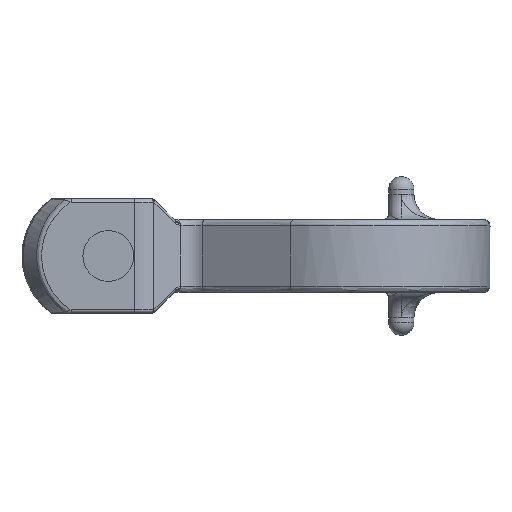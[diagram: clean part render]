
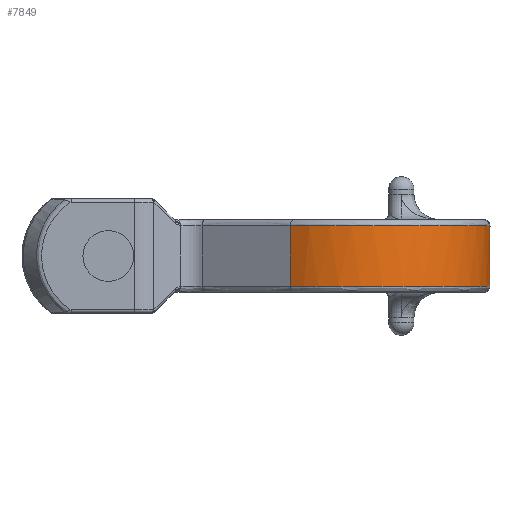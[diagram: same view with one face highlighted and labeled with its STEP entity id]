
A CAD part, front view. The second image highlights one B-rep face of the part: STEP entity #7849.
In plain terms, the highlighted cylindrical face has radius 20.338 mm (diameter 40.675 mm), a partial arc.
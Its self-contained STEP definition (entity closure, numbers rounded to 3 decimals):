
#547=LINE('',#15948,#1064);
#548=LINE('',#15955,#1065);
#1064=VECTOR('',#9736,10.);
#1065=VECTOR('',#9739,10.);
#1406=CYLINDRICAL_SURFACE('',#8503,20.338);
#1672=FACE_OUTER_BOUND('',#2180,.T.);
#2180=EDGE_LOOP('',(#6287,#6288,#6289,#6290));
#2676=B_SPLINE_CURVE_WITH_KNOTS('',3,(#15702,#15703,#15704,#15705,#15706,
#15707,#15708,#15709,#15710,#15711),.UNSPECIFIED.,.F.,.F.,(4,1,1,1,1,1,
1,4),(3.41,4.399,5.389,6.379,
7.369,8.359,9.349,10.339),
 .UNSPECIFIED.);
#2685=B_SPLINE_CURVE_WITH_KNOTS('',3,(#15956,#15957,#15958,#15959,#15960,
#15961,#15962,#15963,#15964,#15965),.UNSPECIFIED.,.F.,.F.,(4,1,1,1,1,1,
1,4),(-10.339,-9.349,-8.359,-7.369,
-6.379,-5.389,-4.399,-3.41),
 .UNSPECIFIED.);
#3567=VERTEX_POINT('',#15634);
#3568=VERTEX_POINT('',#15700);
#3575=VERTEX_POINT('',#15947);
#3576=VERTEX_POINT('',#15954);
#4551=EDGE_CURVE('',#3568,#3567,#2676,.T.);
#4565=EDGE_CURVE('',#3567,#3575,#547,.T.);
#4567=EDGE_CURVE('',#3568,#3576,#548,.T.);
#4568=EDGE_CURVE('',#3575,#3576,#2685,.T.);
#6287=ORIENTED_EDGE('',*,*,#4551,.F.);
#6288=ORIENTED_EDGE('',*,*,#4567,.T.);
#6289=ORIENTED_EDGE('',*,*,#4568,.F.);
#6290=ORIENTED_EDGE('',*,*,#4565,.F.);
#7849=ADVANCED_FACE('',(#1672),#1406,.T.);
#8503=AXIS2_PLACEMENT_3D('',#15953,#9737,#9738);
#9736=DIRECTION('',(0.,0.,1.));
#9737=DIRECTION('center_axis',(0.,0.,1.));
#9738=DIRECTION('ref_axis',(-0.549,-0.836,0.));
#9739=DIRECTION('',(0.,0.,1.));
#15634=CARTESIAN_POINT('',(29.007,-17.889,-4.744));
#15700=CARTESIAN_POINT('',(42.658,19.3,-4.677));
#15702=CARTESIAN_POINT('Ctrl Pts',(42.658,19.3,-4.677));
#15703=CARTESIAN_POINT('Ctrl Pts',(46.115,18.873,-4.69));
#15704=CARTESIAN_POINT('Ctrl Pts',(52.809,16.202,-4.708));
#15705=CARTESIAN_POINT('Ctrl Pts',(59.589,7.756,-4.723));
#15706=CARTESIAN_POINT('Ctrl Pts',(61.318,-2.916,-4.731));
#15707=CARTESIAN_POINT('Ctrl Pts',(57.586,-13.062,-4.735));
#15708=CARTESIAN_POINT('Ctrl Pts',(49.345,-20.055,-4.738));
#15709=CARTESIAN_POINT('Ctrl Pts',(38.724,-22.089,-4.741));
#15710=CARTESIAN_POINT('Ctrl Pts',(31.91,-19.794,-4.743));
#15711=CARTESIAN_POINT('Ctrl Pts',(29.007,-17.889,-4.744));
#15947=CARTESIAN_POINT('',(29.007,-17.889,4.744));
#15948=CARTESIAN_POINT('',(29.007,-17.889,0.));
#15953=CARTESIAN_POINT('Origin',(40.162,-0.884,0.));
#15954=CARTESIAN_POINT('',(42.658,19.3,4.677));
#15955=CARTESIAN_POINT('',(42.658,19.3,0.));
#15956=CARTESIAN_POINT('Ctrl Pts',(29.007,-17.889,4.744));
#15957=CARTESIAN_POINT('Ctrl Pts',(31.91,-19.794,4.743));
#15958=CARTESIAN_POINT('Ctrl Pts',(38.725,-22.092,4.741));
#15959=CARTESIAN_POINT('Ctrl Pts',(49.344,-20.053,4.738));
#15960=CARTESIAN_POINT('Ctrl Pts',(57.586,-13.063,4.735));
#15961=CARTESIAN_POINT('Ctrl Pts',(61.318,-2.916,4.731));
#15962=CARTESIAN_POINT('Ctrl Pts',(59.589,7.756,4.723));
#15963=CARTESIAN_POINT('Ctrl Pts',(52.809,16.202,4.708));
#15964=CARTESIAN_POINT('Ctrl Pts',(46.115,18.873,4.69));
#15965=CARTESIAN_POINT('Ctrl Pts',(42.658,19.3,4.677));
